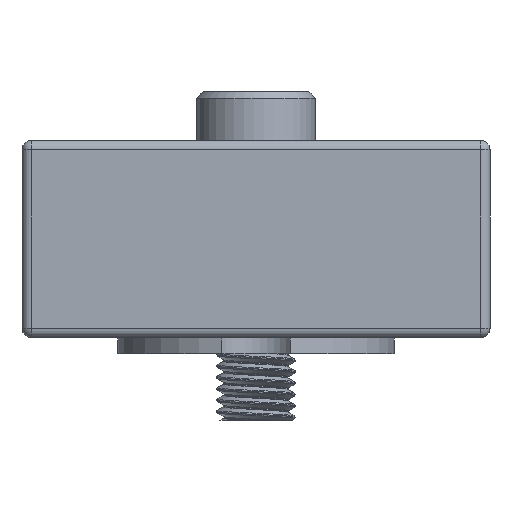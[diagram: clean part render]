
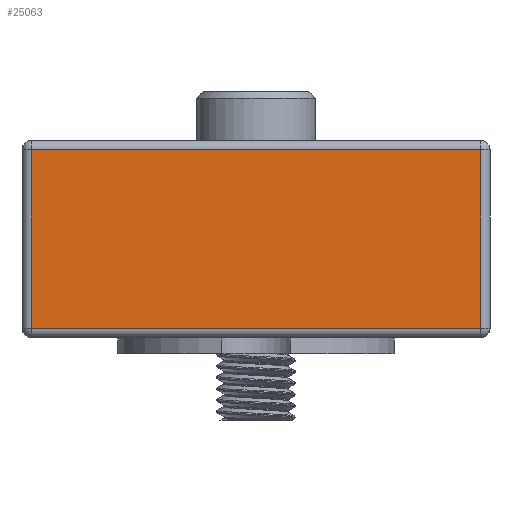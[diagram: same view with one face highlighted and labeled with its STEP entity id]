
A CAD part, front view. The second image highlights one B-rep face of the part: STEP entity #25063.
In plain terms, the highlighted planar face has unit normal (0, -1, 0).
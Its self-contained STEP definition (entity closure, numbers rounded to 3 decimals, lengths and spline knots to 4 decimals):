
#584=PLANE('',#27735);
#2211=FACE_OUTER_BOUND('',#3684,.T.);
#3684=EDGE_LOOP('',(#21237,#21238,#21239,#21240));
#7578=LINE('',#68684,#8104);
#7581=LINE('',#68701,#8107);
#7584=LINE('',#68719,#8110);
#7592=LINE('',#68740,#8118);
#8104=VECTOR('',#33340,0.3937);
#8107=VECTOR('',#33361,0.3937);
#8110=VECTOR('',#33384,0.3937);
#8118=VECTOR('',#33414,0.3937);
#10169=VERTEX_POINT('',#68671);
#10171=VERTEX_POINT('',#68677);
#10178=VERTEX_POINT('',#68696);
#10182=VERTEX_POINT('',#68713);
#13887=EDGE_CURVE('',#10171,#10169,#7578,.T.);
#13896=EDGE_CURVE('',#10169,#10178,#7581,.T.);
#13905=EDGE_CURVE('',#10182,#10171,#7584,.T.);
#13917=EDGE_CURVE('',#10178,#10182,#7592,.T.);
#21237=ORIENTED_EDGE('',*,*,#13887,.F.);
#21238=ORIENTED_EDGE('',*,*,#13905,.F.);
#21239=ORIENTED_EDGE('',*,*,#13917,.F.);
#21240=ORIENTED_EDGE('',*,*,#13896,.F.);
#25063=ADVANCED_FACE('',(#2211),#584,.T.);
#27735=AXIS2_PLACEMENT_3D('',#68747,#33423,#33424);
#33340=DIRECTION('',(-1.,0.,0.));
#33361=DIRECTION('',(0.,0.,1.));
#33384=DIRECTION('',(0.,0.,-1.));
#33414=DIRECTION('',(1.,0.,0.));
#33423=DIRECTION('center_axis',(0.,-1.,0.));
#33424=DIRECTION('ref_axis',(1.,0.,0.));
#68671=CARTESIAN_POINT('',(-1.45,-1.11,0.2991));
#68677=CARTESIAN_POINT('',(-0.03,-1.11,0.2991));
#68684=CARTESIAN_POINT('',(-1.11,-1.11,0.2991));
#68696=CARTESIAN_POINT('',(-1.45,-1.11,0.8641));
#68701=CARTESIAN_POINT('',(-1.45,-1.11,0.2691));
#68713=CARTESIAN_POINT('',(-0.03,-1.11,0.8641));
#68719=CARTESIAN_POINT('',(-0.03,-1.11,0.2691));
#68740=CARTESIAN_POINT('',(-1.11,-1.11,0.8641));
#68747=CARTESIAN_POINT('Origin',(-1.48,-1.11,0.2691));
